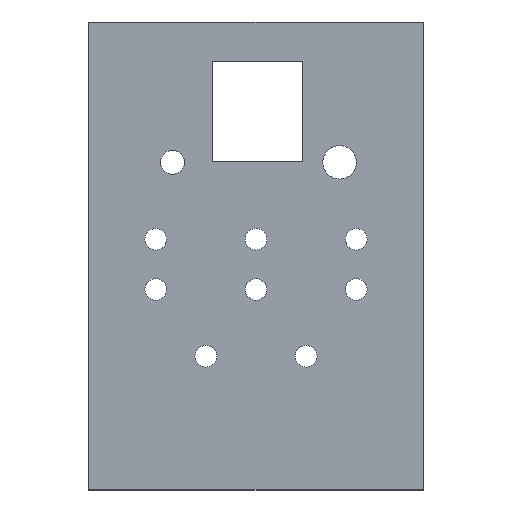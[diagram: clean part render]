
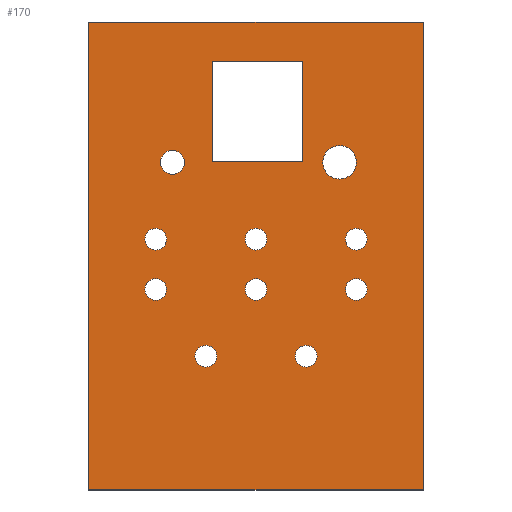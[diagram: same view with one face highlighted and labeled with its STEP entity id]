
A CAD part, top view. The second image highlights one B-rep face of the part: STEP entity #170.
In plain terms, the highlighted planar face has unit normal (0, 0, 1).
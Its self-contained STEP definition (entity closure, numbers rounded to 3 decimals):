
#24 = VERTEX_POINT('',#25);
#25 = CARTESIAN_POINT('',(-67.438,35.572,3.));
#31 = EDGE_CURVE('',#24,#32,#34,.T.);
#32 = VERTEX_POINT('',#33);
#33 = CARTESIAN_POINT('',(32.562,35.572,3.));
#34 = LINE('',#35,#36);
#35 = CARTESIAN_POINT('',(-67.438,35.572,3.));
#36 = VECTOR('',#37,1.);
#37 = DIRECTION('',(1.,0.,0.));
#64 = VERTEX_POINT('',#65);
#65 = CARTESIAN_POINT('',(-67.438,-104.428,3.));
#71 = EDGE_CURVE('',#64,#24,#72,.T.);
#72 = LINE('',#73,#74);
#73 = CARTESIAN_POINT('',(-67.438,-104.428,3.));
#74 = VECTOR('',#75,1.);
#75 = DIRECTION('',(0.,1.,0.));
#93 = EDGE_CURVE('',#32,#94,#96,.T.);
#94 = VERTEX_POINT('',#95);
#95 = CARTESIAN_POINT('',(32.562,-104.428,3.));
#96 = LINE('',#97,#98);
#97 = CARTESIAN_POINT('',(32.562,35.572,3.));
#98 = VECTOR('',#99,1.);
#99 = DIRECTION('',(0.,-1.,0.));
#170 = ADVANCED_FACE('',(#171,#182,#193,#204,#215,#226,#237,#248,#259,
    #270,#281,#315),#326,.F.);
#171 = FACE_BOUND('',#172,.F.);
#172 = EDGE_LOOP('',(#173,#174,#175,#181));
#173 = ORIENTED_EDGE('',*,*,#31,.T.);
#174 = ORIENTED_EDGE('',*,*,#93,.T.);
#175 = ORIENTED_EDGE('',*,*,#176,.T.);
#176 = EDGE_CURVE('',#94,#64,#177,.T.);
#177 = LINE('',#178,#179);
#178 = CARTESIAN_POINT('',(32.562,-104.428,3.));
#179 = VECTOR('',#180,1.);
#180 = DIRECTION('',(-1.,0.,0.));
#181 = ORIENTED_EDGE('',*,*,#71,.T.);
#182 = FACE_BOUND('',#183,.F.);
#183 = EDGE_LOOP('',(#184));
#184 = ORIENTED_EDGE('',*,*,#185,.T.);
#185 = EDGE_CURVE('',#186,#186,#188,.T.);
#186 = VERTEX_POINT('',#187);
#187 = CARTESIAN_POINT('',(0.812,-64.428,3.));
#188 = CIRCLE('',#189,3.25);
#189 = AXIS2_PLACEMENT_3D('',#190,#191,#192);
#190 = CARTESIAN_POINT('',(-2.438,-64.428,3.));
#191 = DIRECTION('',(0.,0.,1.));
#192 = DIRECTION('',(1.,0.,0.));
#193 = FACE_BOUND('',#194,.F.);
#194 = EDGE_LOOP('',(#195));
#195 = ORIENTED_EDGE('',*,*,#196,.T.);
#196 = EDGE_CURVE('',#197,#197,#199,.T.);
#197 = VERTEX_POINT('',#198);
#198 = CARTESIAN_POINT('',(15.812,-44.428,3.));
#199 = CIRCLE('',#200,3.25);
#200 = AXIS2_PLACEMENT_3D('',#201,#202,#203);
#201 = CARTESIAN_POINT('',(12.562,-44.428,3.));
#202 = DIRECTION('',(0.,0.,1.));
#203 = DIRECTION('',(1.,0.,0.));
#204 = FACE_BOUND('',#205,.F.);
#205 = EDGE_LOOP('',(#206));
#206 = ORIENTED_EDGE('',*,*,#207,.T.);
#207 = EDGE_CURVE('',#208,#208,#210,.T.);
#208 = VERTEX_POINT('',#209);
#209 = CARTESIAN_POINT('',(15.812,-29.428,3.));
#210 = CIRCLE('',#211,3.25);
#211 = AXIS2_PLACEMENT_3D('',#212,#213,#214);
#212 = CARTESIAN_POINT('',(12.562,-29.428,3.));
#213 = DIRECTION('',(0.,0.,1.));
#214 = DIRECTION('',(1.,0.,0.));
#215 = FACE_BOUND('',#216,.F.);
#216 = EDGE_LOOP('',(#217));
#217 = ORIENTED_EDGE('',*,*,#218,.T.);
#218 = EDGE_CURVE('',#219,#219,#221,.T.);
#219 = VERTEX_POINT('',#220);
#220 = CARTESIAN_POINT('',(-29.188,-64.428,3.));
#221 = CIRCLE('',#222,3.25);
#222 = AXIS2_PLACEMENT_3D('',#223,#224,#225);
#223 = CARTESIAN_POINT('',(-32.438,-64.428,3.));
#224 = DIRECTION('',(0.,0.,1.));
#225 = DIRECTION('',(1.,0.,0.));
#226 = FACE_BOUND('',#227,.F.);
#227 = EDGE_LOOP('',(#228));
#228 = ORIENTED_EDGE('',*,*,#229,.T.);
#229 = EDGE_CURVE('',#230,#230,#232,.T.);
#230 = VERTEX_POINT('',#231);
#231 = CARTESIAN_POINT('',(-14.188,-44.428,3.));
#232 = CIRCLE('',#233,3.25);
#233 = AXIS2_PLACEMENT_3D('',#234,#235,#236);
#234 = CARTESIAN_POINT('',(-17.438,-44.428,3.));
#235 = DIRECTION('',(0.,0.,1.));
#236 = DIRECTION('',(1.,0.,0.));
#237 = FACE_BOUND('',#238,.F.);
#238 = EDGE_LOOP('',(#239));
#239 = ORIENTED_EDGE('',*,*,#240,.T.);
#240 = EDGE_CURVE('',#241,#241,#243,.T.);
#241 = VERTEX_POINT('',#242);
#242 = CARTESIAN_POINT('',(-14.188,-29.428,3.));
#243 = CIRCLE('',#244,3.25);
#244 = AXIS2_PLACEMENT_3D('',#245,#246,#247);
#245 = CARTESIAN_POINT('',(-17.438,-29.428,3.));
#246 = DIRECTION('',(0.,0.,1.));
#247 = DIRECTION('',(1.,0.,0.));
#248 = FACE_BOUND('',#249,.F.);
#249 = EDGE_LOOP('',(#250));
#250 = ORIENTED_EDGE('',*,*,#251,.T.);
#251 = EDGE_CURVE('',#252,#252,#254,.T.);
#252 = VERTEX_POINT('',#253);
#253 = CARTESIAN_POINT('',(-44.188,-44.428,3.));
#254 = CIRCLE('',#255,3.25);
#255 = AXIS2_PLACEMENT_3D('',#256,#257,#258);
#256 = CARTESIAN_POINT('',(-47.438,-44.428,3.));
#257 = DIRECTION('',(0.,0.,1.));
#258 = DIRECTION('',(1.,0.,0.));
#259 = FACE_BOUND('',#260,.F.);
#260 = EDGE_LOOP('',(#261));
#261 = ORIENTED_EDGE('',*,*,#262,.T.);
#262 = EDGE_CURVE('',#263,#263,#265,.T.);
#263 = VERTEX_POINT('',#264);
#264 = CARTESIAN_POINT('',(-44.188,-29.428,3.));
#265 = CIRCLE('',#266,3.25);
#266 = AXIS2_PLACEMENT_3D('',#267,#268,#269);
#267 = CARTESIAN_POINT('',(-47.438,-29.428,3.));
#268 = DIRECTION('',(0.,0.,1.));
#269 = DIRECTION('',(1.,0.,0.));
#270 = FACE_BOUND('',#271,.F.);
#271 = EDGE_LOOP('',(#272));
#272 = ORIENTED_EDGE('',*,*,#273,.T.);
#273 = EDGE_CURVE('',#274,#274,#276,.T.);
#274 = VERTEX_POINT('',#275);
#275 = CARTESIAN_POINT('',(12.562,-6.428,3.));
#276 = CIRCLE('',#277,5.);
#277 = AXIS2_PLACEMENT_3D('',#278,#279,#280);
#278 = CARTESIAN_POINT('',(7.562,-6.428,3.));
#279 = DIRECTION('',(0.,0.,1.));
#280 = DIRECTION('',(1.,0.,0.));
#281 = FACE_BOUND('',#282,.F.);
#282 = EDGE_LOOP('',(#283,#293,#301,#309));
#283 = ORIENTED_EDGE('',*,*,#284,.F.);
#284 = EDGE_CURVE('',#285,#287,#289,.T.);
#285 = VERTEX_POINT('',#286);
#286 = CARTESIAN_POINT('',(-30.438,23.822,3.));
#287 = VERTEX_POINT('',#288);
#288 = CARTESIAN_POINT('',(-3.438,23.822,3.));
#289 = LINE('',#290,#291);
#290 = CARTESIAN_POINT('',(-30.438,23.822,3.));
#291 = VECTOR('',#292,1.);
#292 = DIRECTION('',(1.,0.,0.));
#293 = ORIENTED_EDGE('',*,*,#294,.F.);
#294 = EDGE_CURVE('',#295,#285,#297,.T.);
#295 = VERTEX_POINT('',#296);
#296 = CARTESIAN_POINT('',(-30.438,-6.178,3.));
#297 = LINE('',#298,#299);
#298 = CARTESIAN_POINT('',(-30.438,-6.178,3.));
#299 = VECTOR('',#300,1.);
#300 = DIRECTION('',(0.,1.,0.));
#301 = ORIENTED_EDGE('',*,*,#302,.F.);
#302 = EDGE_CURVE('',#303,#295,#305,.T.);
#303 = VERTEX_POINT('',#304);
#304 = CARTESIAN_POINT('',(-3.438,-6.178,3.));
#305 = LINE('',#306,#307);
#306 = CARTESIAN_POINT('',(-3.438,-6.178,3.));
#307 = VECTOR('',#308,1.);
#308 = DIRECTION('',(-1.,0.,0.));
#309 = ORIENTED_EDGE('',*,*,#310,.F.);
#310 = EDGE_CURVE('',#287,#303,#311,.T.);
#311 = LINE('',#312,#313);
#312 = CARTESIAN_POINT('',(-3.438,23.822,3.));
#313 = VECTOR('',#314,1.);
#314 = DIRECTION('',(0.,-1.,0.));
#315 = FACE_BOUND('',#316,.F.);
#316 = EDGE_LOOP('',(#317));
#317 = ORIENTED_EDGE('',*,*,#318,.T.);
#318 = EDGE_CURVE('',#319,#319,#321,.T.);
#319 = VERTEX_POINT('',#320);
#320 = CARTESIAN_POINT('',(-38.838,-6.428,3.));
#321 = CIRCLE('',#322,3.6);
#322 = AXIS2_PLACEMENT_3D('',#323,#324,#325);
#323 = CARTESIAN_POINT('',(-42.438,-6.428,3.));
#324 = DIRECTION('',(0.,0.,1.));
#325 = DIRECTION('',(1.,0.,0.));
#326 = PLANE('',#327);
#327 = AXIS2_PLACEMENT_3D('',#328,#329,#330);
#328 = CARTESIAN_POINT('',(-17.438,-34.428,3.));
#329 = DIRECTION('',(-0.,-0.,-1.));
#330 = DIRECTION('',(-1.,0.,0.));
